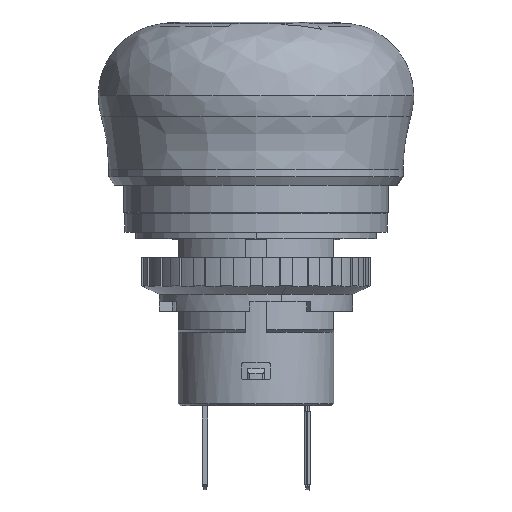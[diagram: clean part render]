
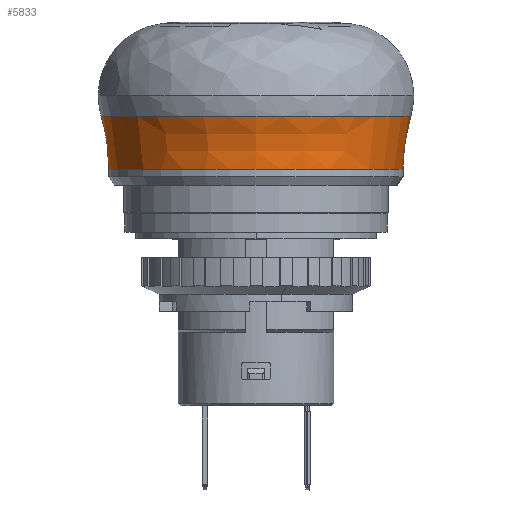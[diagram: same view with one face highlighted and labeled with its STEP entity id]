
A CAD part, front view. The second image highlights one B-rep face of the part: STEP entity #5833.
In plain terms, the highlighted free-form (B-spline) face has degree [3, 3] with [4, 4] control points.
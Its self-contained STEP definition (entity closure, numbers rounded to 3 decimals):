
#82 = CARTESIAN_POINT ( 'NONE',  ( 14., 0., -14. ) ) ;
#148 = EDGE_CURVE ( 'NONE', #7191, #5089, #5504, .T. ) ;
#171 = VERTEX_POINT ( 'NONE', #5179 ) ;
#347 = EDGE_LOOP ( 'NONE', ( #2122, #3579, #3667, #7118 ) ) ;
#603 = CARTESIAN_POINT ( 'NONE',  ( -14., 0., -14. ) ) ;
#697 = EDGE_CURVE ( 'NONE', #171, #7191, #10069, .T. ) ;
#723 = CARTESIAN_POINT ( 'NONE',  ( 0., 0., -8.96 ) ) ;
#818 = CARTESIAN_POINT ( 'NONE',  ( 14.09, -28.18, -15.797 ) ) ;
#870 = CARTESIAN_POINT ( 'NONE',  ( 15.309, 0., -7.26 ) ) ;
#917 = CARTESIAN_POINT ( 'NONE',  ( 14.72, 0., -8.96 ) ) ;
#1716 = CARTESIAN_POINT ( 'NONE',  ( -15.309, 0., -7.26 ) ) ;
#2122 = ORIENTED_EDGE ( 'NONE', *, *, #6316, .F. ) ;
#2539 = CARTESIAN_POINT ( 'NONE',  ( -14.212, -28.424, -9.978 ) ) ;
#2837 = DIRECTION ( 'NONE',  ( 0., 0., -1. ) ) ;
#3364 = CARTESIAN_POINT ( 'NONE',  ( 13.797, -27.595, -12.88 ) ) ;
#3374 = VERTEX_POINT ( 'NONE', #4240 ) ;
#3579 = ORIENTED_EDGE ( 'NONE', *, *, #9393, .F. ) ;
#3667 = ORIENTED_EDGE ( 'NONE', *, *, #148, .F. ) ;
#3982 = CARTESIAN_POINT ( 'NONE',  ( -14., 0., -12.291 ) ) ;
#4107 = DIRECTION ( 'NONE',  ( 0., 0., 1. ) ) ;
#4196 = CARTESIAN_POINT ( 'NONE',  ( 14.09, 0., -15.797 ) ) ;
#4240 = CARTESIAN_POINT ( 'NONE',  ( -14., 0., -14. ) ) ;
#4294 = CARTESIAN_POINT ( 'NONE',  ( 14.242, 0., -10.6 ) ) ;
#4308 =( BOUNDED_CURVE ( )  B_SPLINE_CURVE ( 3, ( #603, #3982, #7348, #10700 ),
 .UNSPECIFIED., .F., .F. ) 
 B_SPLINE_CURVE_WITH_KNOTS ( ( 4, 4 ),
 ( 0.208, 0.792 ),
 .UNSPECIFIED. ) 
 CURVE ( )  GEOMETRIC_REPRESENTATION_ITEM ( )  RATIONAL_B_SPLINE_CURVE ( ( 0.99, 0.984, 0.984, 0.99 ) ) 
 REPRESENTATION_ITEM ( '' )  );
#4356 = AXIS2_PLACEMENT_3D ( 'NONE', #10380, #2837, #6201 ) ;
#5023 = CARTESIAN_POINT ( 'NONE',  ( -14.09, 0., -15.797 ) ) ;
#5079 = CARTESIAN_POINT ( 'NONE',  ( -15.309, -30.619, -7.26 ) ) ;
#5089 = VERTEX_POINT ( 'NONE', #7859 ) ;
#5179 = CARTESIAN_POINT ( 'NONE',  ( -14.72, 0., -8.96 ) ) ;
#5334 = AXIS2_PLACEMENT_3D ( 'NONE', #723, #4107, #7469 ) ;
#5504 =( BOUNDED_CURVE ( )  B_SPLINE_CURVE ( 3, ( #917, #4294, #7655, #82 ),
 .UNSPECIFIED., .F., .F. ) 
 B_SPLINE_CURVE_WITH_KNOTS ( ( 4, 4 ),
 ( 0.208, 0.792 ),
 .UNSPECIFIED. ) 
 CURVE ( )  GEOMETRIC_REPRESENTATION_ITEM ( )  RATIONAL_B_SPLINE_CURVE ( ( 0.99, 0.984, 0.984, 0.99 ) ) 
 REPRESENTATION_ITEM ( '' )  );
#5833 = ADVANCED_FACE ( 'NONE', ( #9209 ), #9595, .F. ) ;
#5906 = CARTESIAN_POINT ( 'NONE',  ( 14.212, -28.424, -9.978 ) ) ;
#6201 = DIRECTION ( 'NONE',  ( 0., 1., 0. ) ) ;
#6316 = EDGE_CURVE ( 'NONE', #3374, #171, #4308, .T. ) ;
#6723 = CARTESIAN_POINT ( 'NONE',  ( 13.797, 0., -12.88 ) ) ;
#7118 = ORIENTED_EDGE ( 'NONE', *, *, #697, .F. ) ;
#7191 = VERTEX_POINT ( 'NONE', #8130 ) ;
#7348 = CARTESIAN_POINT ( 'NONE',  ( -14.242, 0., -10.6 ) ) ;
#7469 = DIRECTION ( 'NONE',  ( 0., -1., 0. ) ) ;
#7554 = CARTESIAN_POINT ( 'NONE',  ( -13.797, 0., -12.88 ) ) ;
#7655 = CARTESIAN_POINT ( 'NONE',  ( 14., 0., -12.291 ) ) ;
#7859 = CARTESIAN_POINT ( 'NONE',  ( 14., 0., -14. ) ) ;
#8130 = CARTESIAN_POINT ( 'NONE',  ( 14.72, 0., -8.96 ) ) ;
#8385 = CARTESIAN_POINT ( 'NONE',  ( -14.09, -28.18, -15.797 ) ) ;
#8440 = CARTESIAN_POINT ( 'NONE',  ( 15.309, -30.619, -7.26 ) ) ;
#9105 = CIRCLE ( 'NONE', #4356, 14. ) ;
#9209 = FACE_OUTER_BOUND ( 'NONE', #347, .T. ) ;
#9264 = CARTESIAN_POINT ( 'NONE',  ( 14.212, 0., -9.978 ) ) ;
#9393 = EDGE_CURVE ( 'NONE', #5089, #3374, #9105, .T. ) ;
#9595 =( BOUNDED_SURFACE ( )  B_SPLINE_SURFACE ( 3, 3, ( 
 ( #5023, #8385, #818, #4196 ),
 ( #7554, #10907, #3364, #6723 ),
 ( #10080, #2539, #5906, #9264 ),
 ( #1716, #5079, #8440, #870 ) ),
 .UNSPECIFIED., .F., .F., .F. ) 
 B_SPLINE_SURFACE_WITH_KNOTS ( ( 4, 4 ),
 ( 4, 4 ),
 ( 0., 1. ),
 ( 0., 1. ),
 .UNSPECIFIED. ) 
 GEOMETRIC_REPRESENTATION_ITEM ( )  RATIONAL_B_SPLINE_SURFACE ( (
 ( 1., 0.333, 0.333, 1.),
 ( 0.981, 0.327, 0.327, 0.981),
 ( 0.981, 0.327, 0.327, 0.981),
 ( 1., 0.333, 0.333, 1.) ) ) 
 REPRESENTATION_ITEM ( '' )  SURFACE ( )  );
#10069 = CIRCLE ( 'NONE', #5334, 14.72 ) ;
#10080 = CARTESIAN_POINT ( 'NONE',  ( -14.212, 0., -9.978 ) ) ;
#10380 = CARTESIAN_POINT ( 'NONE',  ( 0., 0., -14. ) ) ;
#10700 = CARTESIAN_POINT ( 'NONE',  ( -14.72, 0., -8.96 ) ) ;
#10907 = CARTESIAN_POINT ( 'NONE',  ( -13.797, -27.595, -12.88 ) ) ;
